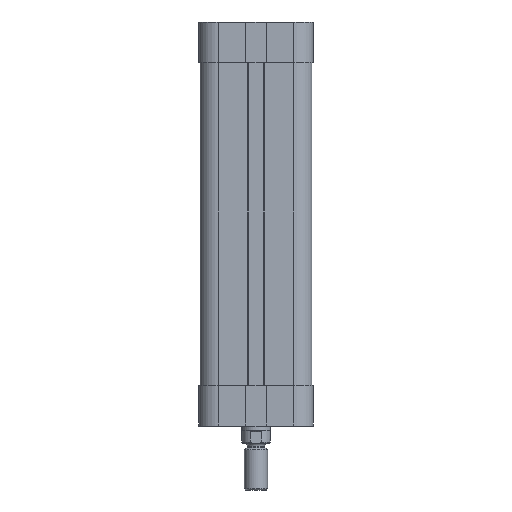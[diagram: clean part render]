
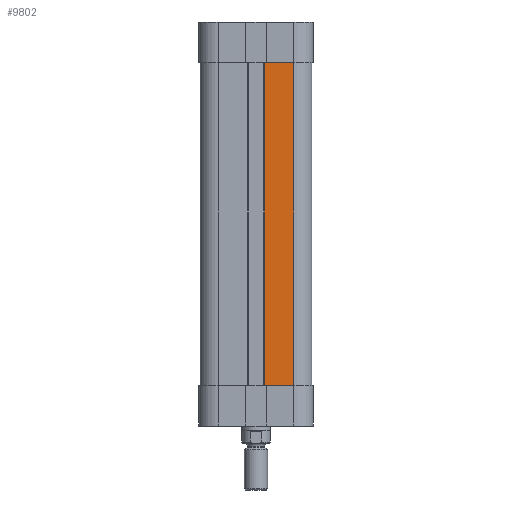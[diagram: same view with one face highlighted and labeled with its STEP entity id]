
A CAD part, front view. The second image highlights one B-rep face of the part: STEP entity #9802.
In plain terms, the highlighted planar face has unit normal (0, -1, 0).
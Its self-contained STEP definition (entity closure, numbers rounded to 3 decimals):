
#366=LINE('',#15509,#986);
#407=LINE('',#15709,#1027);
#525=LINE('',#16055,#1145);
#526=LINE('',#16057,#1146);
#986=VECTOR('',#12315,10.15);
#1027=VECTOR('',#12476,10.15);
#1145=VECTOR('',#12862,111.);
#1146=VECTOR('',#12865,111.);
#1528=PLANE('',#10729);
#2474=FACE_OUTER_BOUND('',#3238,.T.);
#3238=EDGE_LOOP('',(#7933,#7934,#7935,#7936));
#4680=VERTEX_POINT('',#15506);
#4681=VERTEX_POINT('',#15508);
#4779=VERTEX_POINT('',#15706);
#4780=VERTEX_POINT('',#15708);
#5741=EDGE_CURVE('',#4681,#4680,#366,.T.);
#5840=EDGE_CURVE('',#4780,#4779,#407,.T.);
#6014=EDGE_CURVE('',#4779,#4681,#525,.T.);
#6015=EDGE_CURVE('',#4780,#4680,#526,.T.);
#7933=ORIENTED_EDGE('',*,*,#5741,.T.);
#7934=ORIENTED_EDGE('',*,*,#6015,.F.);
#7935=ORIENTED_EDGE('',*,*,#5840,.T.);
#7936=ORIENTED_EDGE('',*,*,#6014,.T.);
#9802=ADVANCED_FACE('',(#2474),#1528,.T.);
#10729=AXIS2_PLACEMENT_3D('',#16056,#12863,#12864);
#12315=DIRECTION('',(-1.,0.,0.));
#12476=DIRECTION('',(1.,0.,0.));
#12862=DIRECTION('',(0.,0.,1.));
#12863=DIRECTION('center_axis',(0.,-1.,0.));
#12864=DIRECTION('ref_axis',(0.,0.,-1.));
#12865=DIRECTION('',(0.,0.,1.));
#15506=CARTESIAN_POINT('',(2.85,-19.25,0.));
#15508=CARTESIAN_POINT('',(13.,-19.25,0.));
#15509=CARTESIAN_POINT('',(2.85,-19.25,0.));
#15706=CARTESIAN_POINT('',(13.,-19.25,-111.));
#15708=CARTESIAN_POINT('',(2.85,-19.25,-111.));
#15709=CARTESIAN_POINT('',(2.85,-19.25,-111.));
#16055=CARTESIAN_POINT('',(13.,-19.25,-55.5));
#16056=CARTESIAN_POINT('Origin',(13.,-19.25,-55.5));
#16057=CARTESIAN_POINT('',(2.85,-19.25,-55.5));
